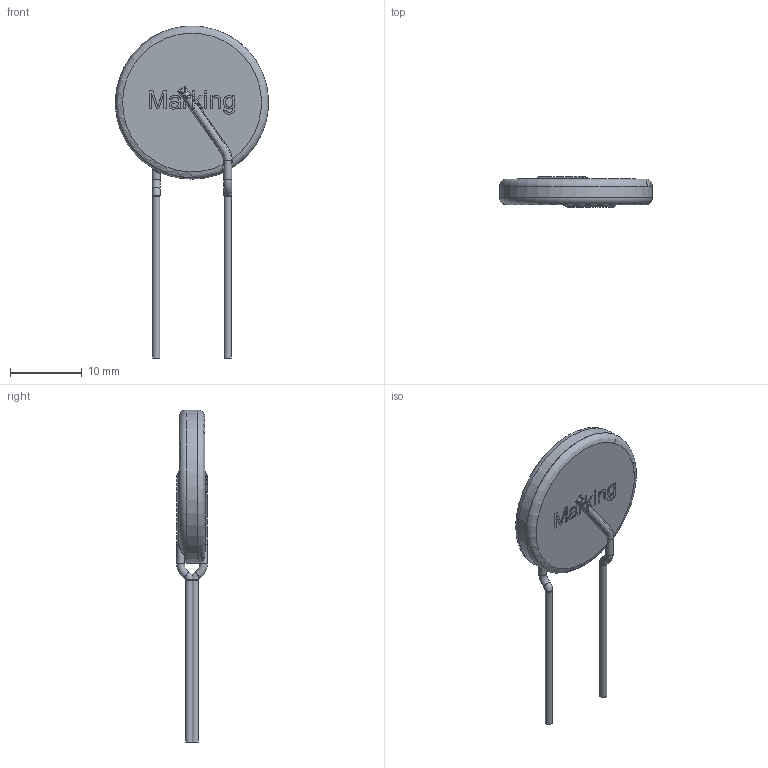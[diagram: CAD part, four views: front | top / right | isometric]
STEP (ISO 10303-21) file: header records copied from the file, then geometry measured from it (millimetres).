
FILE_DESCRIPTION( ( 'Unknown' ), '1' );
FILE_NAME( '820523006.stp', 'Unknown', ( 'Unknown' ), ( 'Unknown' ), 'PSStep 21.0.46', 'Unknown', ' ' );
FILE_SCHEMA( ( 'AUTOMOTIVE_DESIGN { 1 0 10303 214 1 1 1 1 }' ) );
Length unit declared in the file: millimetre
Products named in the file (8): Assem1; 820523006_part3; 820523006_part2; 820523006_part1
Assembly tree (7 placements, depth 2):
  Assem1
    820523006_part3
    820523006_part2
    820523006_part1
    820523006_part1
    820523006_part1
    820523006_part1
    820523006_part1
Bounding box: 21.4 x 4.3 x 46.4 mm (x, y, z)
Volume: 1317 mm3; surface area: 2521.5 mm2
Topology: 7 solids, 7 shells, 178 faces, 460 edges, 301 vertices
Faces by surface type: plane 82, bspline 45, extrusion 27, cylinder 10, torus 8, offset 6
Full cylindrical faces by diameter (mm): 1 x2, 1.1 x2, 21.4 x1
Entity records: 18515 total; most frequent: CARTESIAN_POINT 13397, ORIENTED_EDGE 860, DIRECTION 465, EDGE_CURVE 430, VERTEX_POINT 291, B_SPLINE_CURVE_WITH_KNOTS 265, EDGE_LOOP 203, FACE_OUTER_BOUND 194
